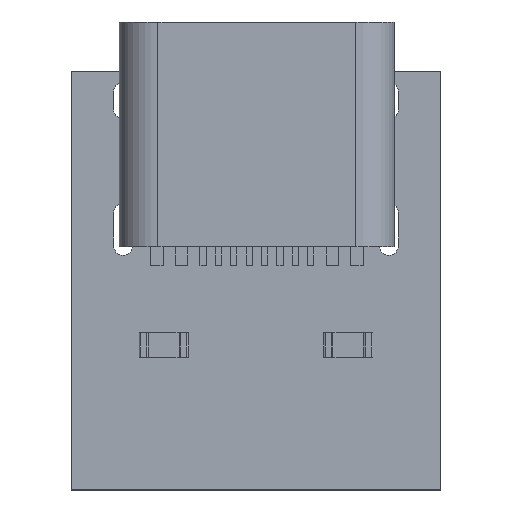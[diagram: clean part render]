
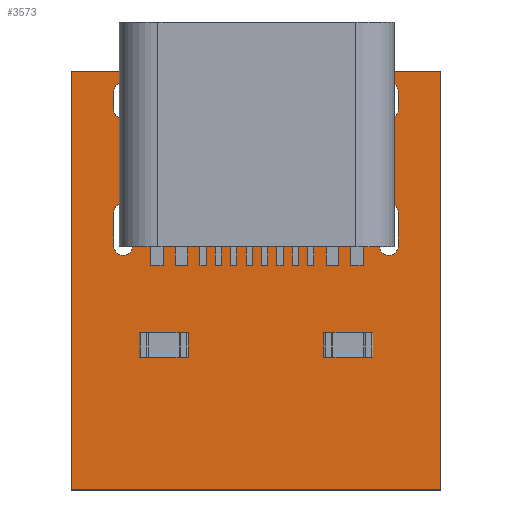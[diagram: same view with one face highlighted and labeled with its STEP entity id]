
A CAD part, top view. The second image highlights one B-rep face of the part: STEP entity #3573.
In plain terms, the highlighted planar face has unit normal (0, 0, 1).
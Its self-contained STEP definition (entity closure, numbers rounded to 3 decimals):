
#21=FACE_BOUND('',#577,.T.);
#22=FACE_BOUND('',#578,.T.);
#23=FACE_BOUND('',#579,.T.);
#24=FACE_BOUND('',#580,.T.);
#25=FACE_BOUND('',#581,.T.);
#26=FACE_BOUND('',#582,.T.);
#204=CIRCLE('',#3899,0.3);
#205=CIRCLE('',#3900,0.3);
#206=CIRCLE('',#3901,0.3);
#207=CIRCLE('',#3902,0.3);
#208=CIRCLE('',#3903,0.325);
#209=CIRCLE('',#3904,0.3);
#210=CIRCLE('',#3905,0.3);
#211=CIRCLE('',#3906,0.325);
#212=CIRCLE('',#3907,0.3);
#213=CIRCLE('',#3908,0.3);
#380=FACE_OUTER_BOUND('',#576,.T.);
#576=EDGE_LOOP('',(#3144,#3145,#3146,#3147));
#577=EDGE_LOOP('',(#3148,#3149,#3150,#3151));
#578=EDGE_LOOP('',(#3152,#3153,#3154,#3155));
#579=EDGE_LOOP('',(#3156));
#580=EDGE_LOOP('',(#3157,#3158,#3159,#3160));
#581=EDGE_LOOP('',(#3161));
#582=EDGE_LOOP('',(#3162,#3163,#3164,#3165));
#957=LINE('',#5833,#1357);
#961=LINE('',#5841,#1361);
#963=LINE('',#5845,#1363);
#975=LINE('',#5888,#1375);
#976=LINE('',#5891,#1376);
#977=LINE('',#5895,#1377);
#978=LINE('',#5899,#1378);
#979=LINE('',#5903,#1379);
#980=LINE('',#5909,#1380);
#981=LINE('',#5913,#1381);
#982=LINE('',#5921,#1382);
#983=LINE('',#5924,#1383);
#1357=VECTOR('',#4797,1.);
#1361=VECTOR('',#4803,1.);
#1363=VECTOR('',#4807,1.);
#1375=VECTOR('',#4843,1.);
#1376=VECTOR('',#4844,1.);
#1377=VECTOR('',#4847,1.);
#1378=VECTOR('',#4850,1.);
#1379=VECTOR('',#4853,1.);
#1380=VECTOR('',#4858,1.);
#1381=VECTOR('',#4861,1.);
#1382=VECTOR('',#4868,1.);
#1383=VECTOR('',#4871,1.);
#1687=VERTEX_POINT('',#5830);
#1688=VERTEX_POINT('',#5832);
#1691=VERTEX_POINT('',#5839);
#1692=VERTEX_POINT('',#5844);
#1712=VERTEX_POINT('',#5889);
#1713=VERTEX_POINT('',#5890);
#1714=VERTEX_POINT('',#5892);
#1715=VERTEX_POINT('',#5894);
#1716=VERTEX_POINT('',#5897);
#1717=VERTEX_POINT('',#5898);
#1718=VERTEX_POINT('',#5900);
#1719=VERTEX_POINT('',#5902);
#1720=VERTEX_POINT('',#5905);
#1721=VERTEX_POINT('',#5907);
#1722=VERTEX_POINT('',#5908);
#1723=VERTEX_POINT('',#5910);
#1724=VERTEX_POINT('',#5912);
#1725=VERTEX_POINT('',#5915);
#1726=VERTEX_POINT('',#5917);
#1727=VERTEX_POINT('',#5918);
#1728=VERTEX_POINT('',#5920);
#1729=VERTEX_POINT('',#5922);
#2169=EDGE_CURVE('',#1687,#1688,#957,.T.);
#2173=EDGE_CURVE('',#1691,#1687,#961,.T.);
#2175=EDGE_CURVE('',#1688,#1692,#963,.T.);
#2197=EDGE_CURVE('',#1692,#1691,#975,.T.);
#2198=EDGE_CURVE('',#1712,#1713,#976,.T.);
#2199=EDGE_CURVE('',#1714,#1712,#204,.T.);
#2200=EDGE_CURVE('',#1715,#1714,#977,.T.);
#2201=EDGE_CURVE('',#1713,#1715,#205,.T.);
#2202=EDGE_CURVE('',#1716,#1717,#978,.T.);
#2203=EDGE_CURVE('',#1718,#1716,#206,.T.);
#2204=EDGE_CURVE('',#1719,#1718,#979,.T.);
#2205=EDGE_CURVE('',#1717,#1719,#207,.T.);
#2206=EDGE_CURVE('',#1720,#1720,#208,.T.);
#2207=EDGE_CURVE('',#1721,#1722,#980,.T.);
#2208=EDGE_CURVE('',#1723,#1721,#209,.T.);
#2209=EDGE_CURVE('',#1724,#1723,#981,.T.);
#2210=EDGE_CURVE('',#1722,#1724,#210,.T.);
#2211=EDGE_CURVE('',#1725,#1725,#211,.T.);
#2212=EDGE_CURVE('',#1726,#1727,#212,.T.);
#2213=EDGE_CURVE('',#1728,#1726,#982,.T.);
#2214=EDGE_CURVE('',#1729,#1728,#213,.T.);
#2215=EDGE_CURVE('',#1727,#1729,#983,.T.);
#3144=ORIENTED_EDGE('',*,*,#2169,.F.);
#3145=ORIENTED_EDGE('',*,*,#2173,.F.);
#3146=ORIENTED_EDGE('',*,*,#2197,.F.);
#3147=ORIENTED_EDGE('',*,*,#2175,.F.);
#3148=ORIENTED_EDGE('',*,*,#2198,.F.);
#3149=ORIENTED_EDGE('',*,*,#2199,.F.);
#3150=ORIENTED_EDGE('',*,*,#2200,.F.);
#3151=ORIENTED_EDGE('',*,*,#2201,.F.);
#3152=ORIENTED_EDGE('',*,*,#2202,.F.);
#3153=ORIENTED_EDGE('',*,*,#2203,.F.);
#3154=ORIENTED_EDGE('',*,*,#2204,.F.);
#3155=ORIENTED_EDGE('',*,*,#2205,.F.);
#3156=ORIENTED_EDGE('',*,*,#2206,.F.);
#3157=ORIENTED_EDGE('',*,*,#2207,.F.);
#3158=ORIENTED_EDGE('',*,*,#2208,.F.);
#3159=ORIENTED_EDGE('',*,*,#2209,.F.);
#3160=ORIENTED_EDGE('',*,*,#2210,.F.);
#3161=ORIENTED_EDGE('',*,*,#2211,.F.);
#3162=ORIENTED_EDGE('',*,*,#2212,.F.);
#3163=ORIENTED_EDGE('',*,*,#2213,.F.);
#3164=ORIENTED_EDGE('',*,*,#2214,.F.);
#3165=ORIENTED_EDGE('',*,*,#2215,.F.);
#3368=PLANE('',#3898);
#3573=ADVANCED_FACE('',(#380,#21,#22,#23,#24,#25,#26),#3368,.F.);
#3898=AXIS2_PLACEMENT_3D('',#5887,#4841,#4842);
#3899=AXIS2_PLACEMENT_3D('',#5893,#4845,#4846);
#3900=AXIS2_PLACEMENT_3D('',#5896,#4848,#4849);
#3901=AXIS2_PLACEMENT_3D('',#5901,#4851,#4852);
#3902=AXIS2_PLACEMENT_3D('',#5904,#4854,#4855);
#3903=AXIS2_PLACEMENT_3D('',#5906,#4856,#4857);
#3904=AXIS2_PLACEMENT_3D('',#5911,#4859,#4860);
#3905=AXIS2_PLACEMENT_3D('',#5914,#4862,#4863);
#3906=AXIS2_PLACEMENT_3D('',#5916,#4864,#4865);
#3907=AXIS2_PLACEMENT_3D('',#5919,#4866,#4867);
#3908=AXIS2_PLACEMENT_3D('',#5923,#4869,#4870);
#4797=DIRECTION('',(1.,0.,0.));
#4803=DIRECTION('',(0.,1.,0.));
#4807=DIRECTION('',(0.,-1.,0.));
#4841=DIRECTION('center_axis',(0.,0.,-1.));
#4842=DIRECTION('ref_axis',(-1.,0.,0.));
#4843=DIRECTION('',(-1.,0.,0.));
#4844=DIRECTION('',(0.,1.,0.));
#4845=DIRECTION('center_axis',(0.,0.,1.));
#4846=DIRECTION('ref_axis',(1.,0.,0.));
#4847=DIRECTION('',(0.,-1.,0.));
#4848=DIRECTION('center_axis',(0.,0.,1.));
#4849=DIRECTION('ref_axis',(1.,0.,0.));
#4850=DIRECTION('',(0.,-1.,0.));
#4851=DIRECTION('center_axis',(0.,0.,1.));
#4852=DIRECTION('ref_axis',(1.,0.,0.));
#4853=DIRECTION('',(0.,1.,0.));
#4854=DIRECTION('center_axis',(0.,0.,1.));
#4855=DIRECTION('ref_axis',(1.,0.,0.));
#4856=DIRECTION('center_axis',(0.,0.,1.));
#4857=DIRECTION('ref_axis',(1.,0.,0.));
#4858=DIRECTION('',(0.,-1.,0.));
#4859=DIRECTION('center_axis',(0.,0.,1.));
#4860=DIRECTION('ref_axis',(1.,0.,0.));
#4861=DIRECTION('',(0.,1.,0.));
#4862=DIRECTION('center_axis',(0.,0.,1.));
#4863=DIRECTION('ref_axis',(1.,0.,0.));
#4864=DIRECTION('center_axis',(0.,0.,1.));
#4865=DIRECTION('ref_axis',(1.,0.,0.));
#4866=DIRECTION('center_axis',(0.,0.,1.));
#4867=DIRECTION('ref_axis',(1.,0.,0.));
#4868=DIRECTION('',(0.,1.,0.));
#4869=DIRECTION('center_axis',(0.,0.,1.));
#4870=DIRECTION('ref_axis',(1.,0.,0.));
#4871=DIRECTION('',(0.,-1.,0.));
#5830=CARTESIAN_POINT('',(-6.,6.8,1.6));
#5832=CARTESIAN_POINT('',(6.,6.8,1.6));
#5833=CARTESIAN_POINT('',(-6.,6.8,1.6));
#5839=CARTESIAN_POINT('',(-6.,-6.8,1.6));
#5841=CARTESIAN_POINT('',(-6.,-6.8,1.6));
#5844=CARTESIAN_POINT('',(6.,-6.8,1.6));
#5845=CARTESIAN_POINT('',(6.,6.8,1.6));
#5887=CARTESIAN_POINT('Origin',(0.,0.,1.6));
#5888=CARTESIAN_POINT('',(6.,-6.8,1.6));
#5889=CARTESIAN_POINT('',(-4.02,1.12,1.6));
#5890=CARTESIAN_POINT('',(-4.02,2.22,1.6));
#5891=CARTESIAN_POINT('',(-4.02,1.12,1.6));
#5892=CARTESIAN_POINT('',(-4.62,1.12,1.6));
#5893=CARTESIAN_POINT('Origin',(-4.32,1.12,1.6));
#5894=CARTESIAN_POINT('',(-4.62,2.22,1.6));
#5895=CARTESIAN_POINT('',(-4.62,2.22,1.6));
#5896=CARTESIAN_POINT('Origin',(-4.32,2.22,1.6));
#5897=CARTESIAN_POINT('',(-4.62,6.15,1.6));
#5898=CARTESIAN_POINT('',(-4.62,5.55,1.6));
#5899=CARTESIAN_POINT('',(-4.62,6.15,1.6));
#5900=CARTESIAN_POINT('',(-4.02,6.15,1.6));
#5901=CARTESIAN_POINT('Origin',(-4.32,6.15,1.6));
#5902=CARTESIAN_POINT('',(-4.02,5.55,1.6));
#5903=CARTESIAN_POINT('',(-4.02,5.55,1.6));
#5904=CARTESIAN_POINT('Origin',(-4.32,5.55,1.6));
#5905=CARTESIAN_POINT('',(-3.215,2.2,1.6));
#5906=CARTESIAN_POINT('Origin',(-2.89,2.2,1.6));
#5907=CARTESIAN_POINT('',(4.02,2.22,1.6));
#5908=CARTESIAN_POINT('',(4.02,1.12,1.6));
#5909=CARTESIAN_POINT('',(4.02,2.22,1.6));
#5910=CARTESIAN_POINT('',(4.62,2.22,1.6));
#5911=CARTESIAN_POINT('Origin',(4.32,2.22,1.6));
#5912=CARTESIAN_POINT('',(4.62,1.12,1.6));
#5913=CARTESIAN_POINT('',(4.62,1.12,1.6));
#5914=CARTESIAN_POINT('Origin',(4.32,1.12,1.6));
#5915=CARTESIAN_POINT('',(2.565,2.2,1.6));
#5916=CARTESIAN_POINT('Origin',(2.89,2.2,1.6));
#5917=CARTESIAN_POINT('',(4.62,6.15,1.6));
#5918=CARTESIAN_POINT('',(4.02,6.15,1.6));
#5919=CARTESIAN_POINT('Origin',(4.32,6.15,1.6));
#5920=CARTESIAN_POINT('',(4.62,5.55,1.6));
#5921=CARTESIAN_POINT('',(4.62,5.55,1.6));
#5922=CARTESIAN_POINT('',(4.02,5.55,1.6));
#5923=CARTESIAN_POINT('Origin',(4.32,5.55,1.6));
#5924=CARTESIAN_POINT('',(4.02,6.15,1.6));
